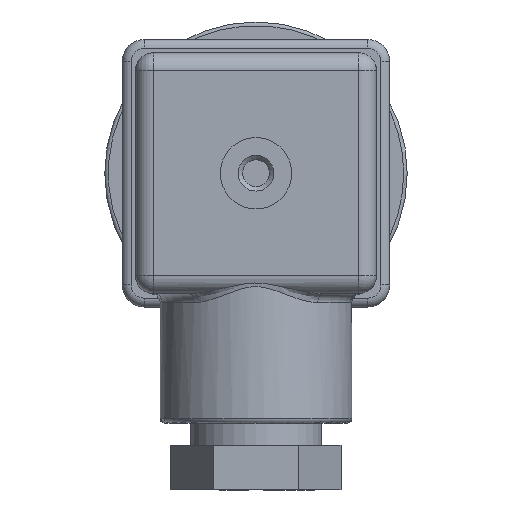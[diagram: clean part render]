
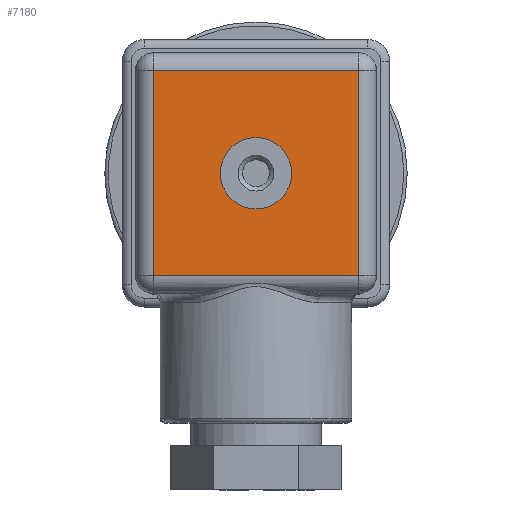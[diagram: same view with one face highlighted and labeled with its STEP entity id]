
A CAD part, front view. The second image highlights one B-rep face of the part: STEP entity #7180.
In plain terms, the highlighted planar face has unit normal (0, -1, 0).
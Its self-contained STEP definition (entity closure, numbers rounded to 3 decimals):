
#241=LINE('',#10392,#614);
#242=LINE('',#10396,#615);
#243=LINE('',#10398,#616);
#244=LINE('',#10400,#617);
#614=VECTOR('',#8711,1000.);
#615=VECTOR('',#8716,1000.);
#616=VECTOR('',#8717,1000.);
#617=VECTOR('',#8718,1000.);
#1623=ORIENTED_EDGE('',*,*,#2621,.T.);
#1624=ORIENTED_EDGE('',*,*,#2636,.T.);
#1625=ORIENTED_EDGE('',*,*,#2637,.T.);
#1626=ORIENTED_EDGE('',*,*,#2638,.T.);
#1627=ORIENTED_EDGE('',*,*,#2634,.T.);
#2621=EDGE_CURVE('',#3205,#3205,#3550,.T.);
#2634=EDGE_CURVE('',#3215,#3214,#241,.T.);
#2636=EDGE_CURVE('',#3214,#3216,#242,.T.);
#2637=EDGE_CURVE('',#3216,#3217,#243,.T.);
#2638=EDGE_CURVE('',#3217,#3215,#244,.T.);
#3205=VERTEX_POINT('',#10358);
#3214=VERTEX_POINT('',#10391);
#3215=VERTEX_POINT('',#10393);
#3216=VERTEX_POINT('',#10397);
#3217=VERTEX_POINT('',#10399);
#3550=CIRCLE('',#7627,4.);
#3954=EDGE_LOOP('',(#1623));
#3955=EDGE_LOOP('',(#1624,#1625,#1626,#1627));
#4397=FACE_BOUND('',#3954,.T.);
#4398=FACE_BOUND('',#3955,.T.);
#4665=PLANE('',#7641);
#7180=ADVANCED_FACE('',(#4397,#4398),#4665,.T.);
#7627=AXIS2_PLACEMENT_3D('',#10357,#8683,#8684);
#7641=AXIS2_PLACEMENT_3D('',#10395,#8714,#8715);
#8683=DIRECTION('',(0.,1.,0.));
#8684=DIRECTION('',(-1.,0.,0.));
#8711=DIRECTION('',(1.,0.,0.));
#8714=DIRECTION('',(0.,-1.,0.));
#8715=DIRECTION('',(-1.,0.,0.));
#8716=DIRECTION('',(0.,0.,1.));
#8717=DIRECTION('',(-1.,0.,0.));
#8718=DIRECTION('',(0.,0.,-1.));
#10357=CARTESIAN_POINT('',(0.,-84.7,0.));
#10358=CARTESIAN_POINT('',(-4.,-84.7,0.));
#10391=CARTESIAN_POINT('',(11.5,-84.7,-11.5));
#10392=CARTESIAN_POINT('',(13.5,-84.7,-11.5));
#10393=CARTESIAN_POINT('',(-11.5,-84.7,-11.5));
#10395=CARTESIAN_POINT('',(0.,-84.7,0.));
#10396=CARTESIAN_POINT('',(11.5,-84.7,13.5));
#10397=CARTESIAN_POINT('',(11.5,-84.7,11.5));
#10398=CARTESIAN_POINT('',(-13.5,-84.7,11.5));
#10399=CARTESIAN_POINT('',(-11.5,-84.7,11.5));
#10400=CARTESIAN_POINT('',(-11.5,-84.7,-13.5));
